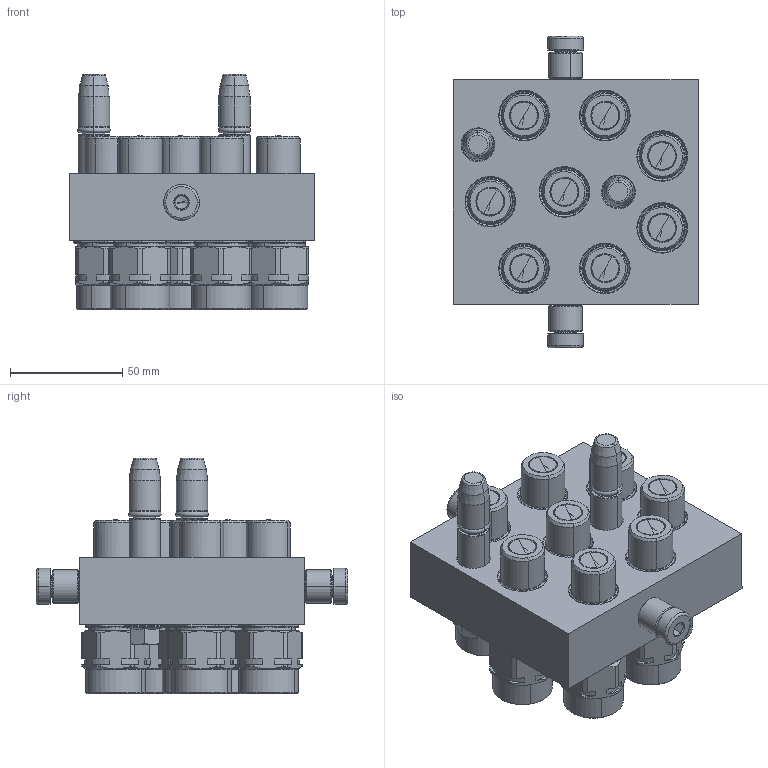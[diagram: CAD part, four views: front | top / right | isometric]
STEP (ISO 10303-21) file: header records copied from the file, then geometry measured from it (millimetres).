
FILE_DESCRIPTION (( 'STEP AP214' ), '1' );
FILE_NAME ('FASTER_DB.step', '2024-08-01T05:59:42', ( '' ), ( '' ), 'SwSTEP 2.0', 'SolidWorks 2017', '' );
FILE_SCHEMA (( 'AUTOMOTIVE_DESIGN' ));
Length unit declared in the file: millimetre
Products named in the file (10): 4830_013_3000_030; 4830_021_0000_000; FASTER_DB; P5068_M_BASE; et002; 1540_080_0008_000; 4850_010_0000_000; 2ffnp38_gas_m2v; or2_62x9_19_m; 4830_028_1000_011
Assembly tree (21 placements, depth 3):
  FASTER_DB
    P5068_M_BASE
      4850_010_0000_000
      4830_021_0000_000  x2
      1540_080_0008_000  x2
      4830_013_3000_030  x2
      4830_028_1000_011  x2
      or2_62x9_19_m  x2
    2ffnp38_gas_m2v  x8
    et002
Bounding box: 109.3 x 138.6 x 104.8 mm (x, y, z)
Volume: 157724.1 mm3; surface area: 188899.2 mm2
Topology: 13 solids, 36 shells, 4061 faces, 10864 edges, 7062 vertices
Faces by surface type: plane 2091, cylinder 752, cone 636, bspline 526, torus 56
Entity records: 58163 total; most frequent: CARTESIAN_POINT 16805, ORIENTED_EDGE 8670, DIRECTION 7857, EDGE_CURVE 4362, VECTOR 3281, LINE 3281, VERTEX_POINT 2848, AXIS2_PLACEMENT_3D 2288
